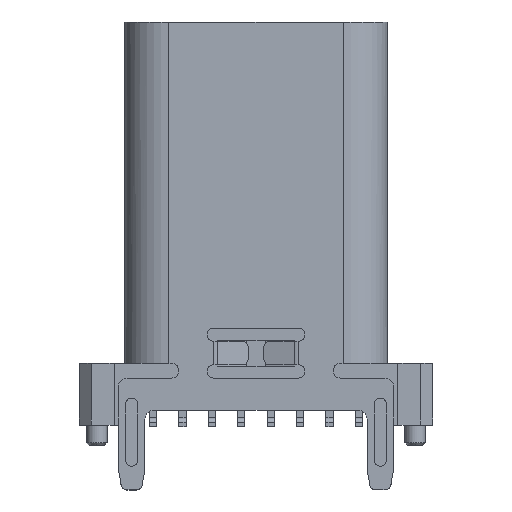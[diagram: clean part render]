
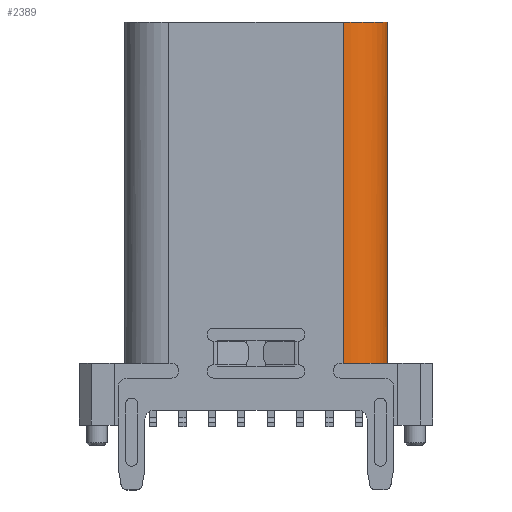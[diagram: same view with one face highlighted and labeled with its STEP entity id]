
A CAD part, top view. The second image highlights one B-rep face of the part: STEP entity #2389.
In plain terms, the highlighted cylindrical face has radius 1.5 mm (diameter 3 mm), a partial arc.
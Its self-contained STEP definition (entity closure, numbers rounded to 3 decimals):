
#44 = ORIENTED_EDGE ( 'NONE', *, *, #13972, .F. ) ;
#162 = AXIS2_PLACEMENT_3D ( 'NONE', #10319, #745, #2000 ) ;
#337 = CARTESIAN_POINT ( 'NONE',  ( 7.925, 21.027, 3.833 ) ) ;
#498 = CARTESIAN_POINT ( 'NONE',  ( 7.925, 6.027, 2.333 ) ) ;
#545 = CARTESIAN_POINT ( 'NONE',  ( 7.925, 6.027, 3.833 ) ) ;
#681 = CARTESIAN_POINT ( 'NONE',  ( 7.925, 17.627, 3.833 ) ) ;
#745 = DIRECTION ( 'NONE',  ( 0., -1., 0. ) ) ;
#754 = VERTEX_POINT ( 'NONE', #681 ) ;
#940 = EDGE_CURVE ( 'NONE', #13141, #11252, #17482, .T. ) ;
#1750 = DIRECTION ( 'NONE',  ( 0., -1., 0. ) ) ;
#2000 = DIRECTION ( 'NONE',  ( 0., 0., -1. ) ) ;
#2389 = ADVANCED_FACE ( 'NONE', ( #8732 ), #16965, .T. ) ;
#2449 = CARTESIAN_POINT ( 'NONE',  ( 9.425, 17.627, 2.333 ) ) ;
#2787 = DIRECTION ( 'NONE',  ( 0., 1., 0. ) ) ;
#3295 = CARTESIAN_POINT ( 'NONE',  ( 7.925, 6.027, 2.333 ) ) ;
#3329 = EDGE_CURVE ( 'NONE', #10447, #4900, #17147, .T. ) ;
#4536 = DIRECTION ( 'NONE',  ( 0., 0., -1. ) ) ;
#4900 = VERTEX_POINT ( 'NONE', #545 ) ;
#5397 = EDGE_CURVE ( 'NONE', #13141, #10447, #12964, .T. ) ;
#5703 = CIRCLE ( 'NONE', #16741, 1.5 ) ;
#5901 = VECTOR ( 'NONE', #8662, 1000. ) ;
#5912 = DIRECTION ( 'NONE',  ( 1., 0., 0. ) ) ;
#6512 = ORIENTED_EDGE ( 'NONE', *, *, #940, .T. ) ;
#6547 = ORIENTED_EDGE ( 'NONE', *, *, #5397, .F. ) ;
#6980 = AXIS2_PLACEMENT_3D ( 'NONE', #3295, #8869, #4536 ) ;
#8662 = DIRECTION ( 'NONE',  ( 0., 1., 0. ) ) ;
#8732 = FACE_OUTER_BOUND ( 'NONE', #11109, .T. ) ;
#8869 = DIRECTION ( 'NONE',  ( 0., -1., 0. ) ) ;
#10003 = LINE ( 'NONE', #337, #5901 ) ;
#10135 = DIRECTION ( 'NONE',  ( 0., 0., -1. ) ) ;
#10319 = CARTESIAN_POINT ( 'NONE',  ( 7.925, 21.027, 2.333 ) ) ;
#10447 = VERTEX_POINT ( 'NONE', #16285 ) ;
#11003 = ORIENTED_EDGE ( 'NONE', *, *, #3329, .F. ) ;
#11108 = CARTESIAN_POINT ( 'NONE',  ( 9.425, 6.027, 2.333 ) ) ;
#11109 = EDGE_LOOP ( 'NONE', ( #44, #11003, #6547, #6512, #17117 ) ) ;
#11252 = VERTEX_POINT ( 'NONE', #2449 ) ;
#12964 = CIRCLE ( 'NONE', #16626, 1.5 ) ;
#13141 = VERTEX_POINT ( 'NONE', #11108 ) ;
#13972 = EDGE_CURVE ( 'NONE', #4900, #754, #10003, .T. ) ;
#14916 = CARTESIAN_POINT ( 'NONE',  ( 9.425, 21.027, 2.333 ) ) ;
#15361 = DIRECTION ( 'NONE',  ( 0., -1., 0. ) ) ;
#16285 = CARTESIAN_POINT ( 'NONE',  ( 8.863, 6.027, 3.503 ) ) ;
#16626 = AXIS2_PLACEMENT_3D ( 'NONE', #498, #1750, #5912 ) ;
#16741 = AXIS2_PLACEMENT_3D ( 'NONE', #16782, #15361, #10135 ) ;
#16782 = CARTESIAN_POINT ( 'NONE',  ( 7.925, 17.627, 2.333 ) ) ;
#16932 = EDGE_CURVE ( 'NONE', #11252, #754, #5703, .T. ) ;
#16965 = CYLINDRICAL_SURFACE ( 'NONE', #162, 1.5 ) ;
#17091 = VECTOR ( 'NONE', #2787, 1000. ) ;
#17117 = ORIENTED_EDGE ( 'NONE', *, *, #16932, .T. ) ;
#17147 = CIRCLE ( 'NONE', #6980, 1.5 ) ;
#17482 = LINE ( 'NONE', #14916, #17091 ) ;
